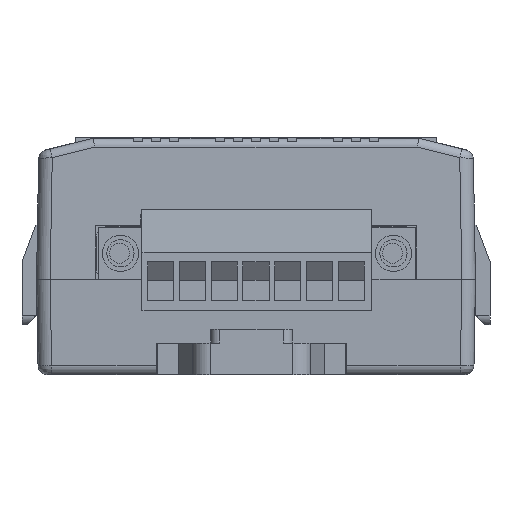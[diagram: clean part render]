
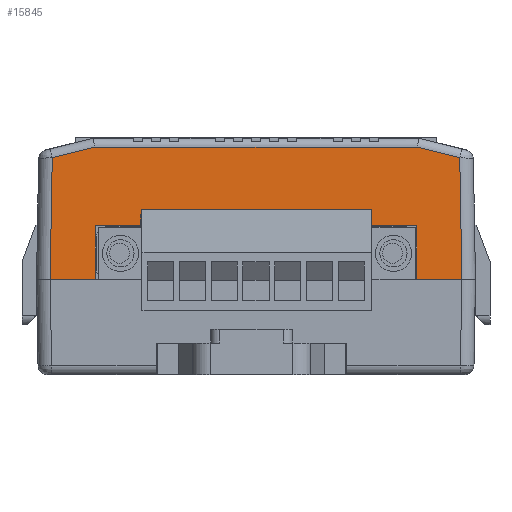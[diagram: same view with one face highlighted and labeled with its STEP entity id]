
A CAD part, front view. The second image highlights one B-rep face of the part: STEP entity #15845.
In plain terms, the highlighted face is planar.
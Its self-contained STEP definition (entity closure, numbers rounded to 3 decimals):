
#411 = CARTESIAN_POINT ( 'NONE',  ( -38.7, -12.7, 1.6 ) ) ;
#860 = CARTESIAN_POINT ( 'NONE',  ( -38.445, 17.805, 16.217 ) ) ;
#880 = DIRECTION ( 'NONE',  ( -0.017, 0., -1. ) ) ;
#1465 = DIRECTION ( 'NONE',  ( 1., 0., -0.017 ) ) ;
#1482 = ORIENTED_EDGE ( 'NONE', *, *, #8036, .T. ) ;
#1770 = CARTESIAN_POINT ( 'NONE',  ( -38.454, -22.455, 15.674 ) ) ;
#2289 = VERTEX_POINT ( 'NONE', #7181 ) ;
#2792 = EDGE_CURVE ( 'NONE', #26307, #49945, #36658, .T. ) ;
#4060 = LINE ( 'NONE', #51222, #12249 ) ;
#4442 = DIRECTION ( 'NONE',  ( -0.017, 0., -1. ) ) ;
#5302 = FACE_OUTER_BOUND ( 'NONE', #24455, .T. ) ;
#5478 = AXIS2_PLACEMENT_3D ( 'NONE', #41701, #1465, #29688 ) ;
#5639 = VECTOR ( 'NONE', #8023, 1000. ) ;
#6042 = CARTESIAN_POINT ( 'NONE',  ( -38.596, 17.7, 7.55 ) ) ;
#6840 = ORIENTED_EDGE ( 'NONE', *, *, #26216, .F. ) ;
#6854 = VERTEX_POINT ( 'NONE', #860 ) ;
#7001 = VECTOR ( 'NONE', #880, 1000. ) ;
#7181 = CARTESIAN_POINT ( 'NONE',  ( -38.465, 22.465, 15.058 ) ) ;
#7234 = CARTESIAN_POINT ( 'NONE',  ( -38.7, -17.7, 1.6 ) ) ;
#7275 = LINE ( 'NONE', #21771, #15469 ) ;
#7505 = ORIENTED_EDGE ( 'NONE', *, *, #33011, .T. ) ;
#7744 = DIRECTION ( 'NONE',  ( 0., 1., 0. ) ) ;
#8023 = DIRECTION ( 'NONE',  ( -0.017, 0.017, -1. ) ) ;
#8036 = EDGE_CURVE ( 'NONE', #2289, #41215, #16366, .T. ) ;
#8667 = LINE ( 'NONE', #51397, #38388 ) ;
#10007 = ORIENTED_EDGE ( 'NONE', *, *, #17520, .T. ) ;
#10175 = CARTESIAN_POINT ( 'NONE',  ( -38.7, 12.7, 1.6 ) ) ;
#10478 = CARTESIAN_POINT ( 'NONE',  ( -38.596, 12.7, 7.55 ) ) ;
#12249 = VECTOR ( 'NONE', #14892, 1000. ) ;
#12307 = VERTEX_POINT ( 'NONE', #33780 ) ;
#12461 = VECTOR ( 'NONE', #43122, 1000. ) ;
#12979 = LINE ( 'NONE', #10175, #23745 ) ;
#13897 = VECTOR ( 'NONE', #18356, 1000. ) ;
#14623 = VECTOR ( 'NONE', #7744, 1000. ) ;
#14803 = EDGE_CURVE ( 'NONE', #45153, #37563, #12979, .T. ) ;
#14892 = DIRECTION ( 'NONE',  ( -0.004, 0.97, -0.242 ) ) ;
#14903 = CARTESIAN_POINT ( 'NONE',  ( -38.575, 0., 8.75 ) ) ;
#15034 = ORIENTED_EDGE ( 'NONE', *, *, #35044, .T. ) ;
#15246 = VERTEX_POINT ( 'NONE', #21794 ) ;
#15469 = VECTOR ( 'NONE', #42071, 1000. ) ;
#15845 = ADVANCED_FACE ( 'NONE', ( #5302 ), #49757, .F. ) ;
#16366 = LINE ( 'NONE', #32219, #5639 ) ;
#16878 = DIRECTION ( 'NONE',  ( 0., -1., 0. ) ) ;
#16927 = CARTESIAN_POINT ( 'NONE',  ( -38.7, 17.7, 1.6 ) ) ;
#17520 = EDGE_CURVE ( 'NONE', #45547, #26244, #21644, .T. ) ;
#17529 = VECTOR ( 'NONE', #33817, 1000. ) ;
#18064 = CARTESIAN_POINT ( 'NONE',  ( -38.575, 12.7, 8.75 ) ) ;
#18356 = DIRECTION ( 'NONE',  ( 0., 1., 0. ) ) ;
#20257 = CARTESIAN_POINT ( 'NONE',  ( -38.7, 17.7, 1.6 ) ) ;
#21644 = LINE ( 'NONE', #1770, #39339 ) ;
#21771 = CARTESIAN_POINT ( 'NONE',  ( -38.596, 0., 7.55 ) ) ;
#21794 = CARTESIAN_POINT ( 'NONE',  ( -38.445, -17.805, 16.217 ) ) ;
#22953 = LINE ( 'NONE', #411, #43123 ) ;
#23745 = VECTOR ( 'NONE', #38437, 1000. ) ;
#24225 = ORIENTED_EDGE ( 'NONE', *, *, #45676, .T. ) ;
#24290 = ORIENTED_EDGE ( 'NONE', *, *, #49709, .T. ) ;
#24455 = EDGE_LOOP ( 'NONE', ( #29923, #35746, #15034, #36172, #24290, #7505, #47494, #46329, #6840, #10007, #41022, #24225, #44162, #1482 ) ) ;
#26216 = EDGE_CURVE ( 'NONE', #45547, #38325, #45549, .T. ) ;
#26244 = VERTEX_POINT ( 'NONE', #40052 ) ;
#26307 = VERTEX_POINT ( 'NONE', #20257 ) ;
#27193 = LINE ( 'NONE', #50457, #13897 ) ;
#28485 = LINE ( 'NONE', #41087, #7001 ) ;
#28909 = CARTESIAN_POINT ( 'NONE',  ( -38.596, 0., 7.55 ) ) ;
#29688 = DIRECTION ( 'NONE',  ( -0.017, 0., -1. ) ) ;
#29760 = CARTESIAN_POINT ( 'NONE',  ( -38.7, 0., 1.6 ) ) ;
#29923 = ORIENTED_EDGE ( 'NONE', *, *, #49509, .F. ) ;
#30526 = VERTEX_POINT ( 'NONE', #44917 ) ;
#30928 = EDGE_CURVE ( 'NONE', #6854, #2289, #4060, .T. ) ;
#31144 = DIRECTION ( 'NONE',  ( 0.004, 0.97, 0.242 ) ) ;
#31931 = CARTESIAN_POINT ( 'NONE',  ( -38.7, 0., 1.6 ) ) ;
#32219 = CARTESIAN_POINT ( 'NONE',  ( -38.7, 22.701, 1.574 ) ) ;
#33011 = EDGE_CURVE ( 'NONE', #39194, #12307, #22953, .T. ) ;
#33582 = CARTESIAN_POINT ( 'NONE',  ( -38.7, -22.7, 1.6 ) ) ;
#33780 = CARTESIAN_POINT ( 'NONE',  ( -38.596, -12.7, 7.55 ) ) ;
#33817 = DIRECTION ( 'NONE',  ( 0., 1., 0. ) ) ;
#35044 = EDGE_CURVE ( 'NONE', #49945, #45153, #49901, .T. ) ;
#35057 = EDGE_CURVE ( 'NONE', #30526, #38325, #28485, .T. ) ;
#35746 = ORIENTED_EDGE ( 'NONE', *, *, #2792, .T. ) ;
#36172 = ORIENTED_EDGE ( 'NONE', *, *, #14803, .T. ) ;
#36542 = CARTESIAN_POINT ( 'NONE',  ( -38.575, -12.7, 8.75 ) ) ;
#36658 = LINE ( 'NONE', #16927, #48587 ) ;
#37563 = VERTEX_POINT ( 'NONE', #18064 ) ;
#38325 = VERTEX_POINT ( 'NONE', #7234 ) ;
#38388 = VECTOR ( 'NONE', #31144, 1000. ) ;
#38437 = DIRECTION ( 'NONE',  ( 0.017, 0., 1. ) ) ;
#38451 = CARTESIAN_POINT ( 'NONE',  ( -38.7, 22.7, 1.6 ) ) ;
#39042 = LINE ( 'NONE', #29760, #17529 ) ;
#39194 = VERTEX_POINT ( 'NONE', #36542 ) ;
#39235 = VECTOR ( 'NONE', #16878, 1000. ) ;
#39339 = VECTOR ( 'NONE', #46010, 1000. ) ;
#40052 = CARTESIAN_POINT ( 'NONE',  ( -38.465, -22.465, 15.058 ) ) ;
#40892 = LINE ( 'NONE', #14903, #12461 ) ;
#41022 = ORIENTED_EDGE ( 'NONE', *, *, #49734, .T. ) ;
#41087 = CARTESIAN_POINT ( 'NONE',  ( -38.7, -17.7, 1.6 ) ) ;
#41215 = VERTEX_POINT ( 'NONE', #38451 ) ;
#41701 = CARTESIAN_POINT ( 'NONE',  ( -38.7, 0., 1.6 ) ) ;
#42071 = DIRECTION ( 'NONE',  ( 0., -1., 0. ) ) ;
#43122 = DIRECTION ( 'NONE',  ( 0., -1., 0. ) ) ;
#43123 = VECTOR ( 'NONE', #4442, 1000. ) ;
#44162 = ORIENTED_EDGE ( 'NONE', *, *, #30928, .T. ) ;
#44917 = CARTESIAN_POINT ( 'NONE',  ( -38.596, -17.7, 7.55 ) ) ;
#45153 = VERTEX_POINT ( 'NONE', #10478 ) ;
#45155 = DIRECTION ( 'NONE',  ( 0.017, 0., 1. ) ) ;
#45547 = VERTEX_POINT ( 'NONE', #33582 ) ;
#45549 = LINE ( 'NONE', #31931, #14623 ) ;
#45676 = EDGE_CURVE ( 'NONE', #15246, #6854, #27193, .T. ) ;
#46010 = DIRECTION ( 'NONE',  ( 0.017, 0.017, 1. ) ) ;
#46329 = ORIENTED_EDGE ( 'NONE', *, *, #35057, .T. ) ;
#47494 = ORIENTED_EDGE ( 'NONE', *, *, #51762, .T. ) ;
#48587 = VECTOR ( 'NONE', #45155, 1000. ) ;
#49509 = EDGE_CURVE ( 'NONE', #26307, #41215, #39042, .T. ) ;
#49709 = EDGE_CURVE ( 'NONE', #37563, #39194, #40892, .T. ) ;
#49734 = EDGE_CURVE ( 'NONE', #26244, #15246, #8667, .T. ) ;
#49757 = PLANE ( 'NONE',  #5478 ) ;
#49901 = LINE ( 'NONE', #28909, #39235 ) ;
#49945 = VERTEX_POINT ( 'NONE', #6042 ) ;
#50457 = CARTESIAN_POINT ( 'NONE',  ( -38.445, 0., 16.217 ) ) ;
#51222 = CARTESIAN_POINT ( 'NONE',  ( -38.464, 22.21, 15.121 ) ) ;
#51397 = CARTESIAN_POINT ( 'NONE',  ( -38.444, -17.69, 16.246 ) ) ;
#51762 = EDGE_CURVE ( 'NONE', #12307, #30526, #7275, .T. ) ;
